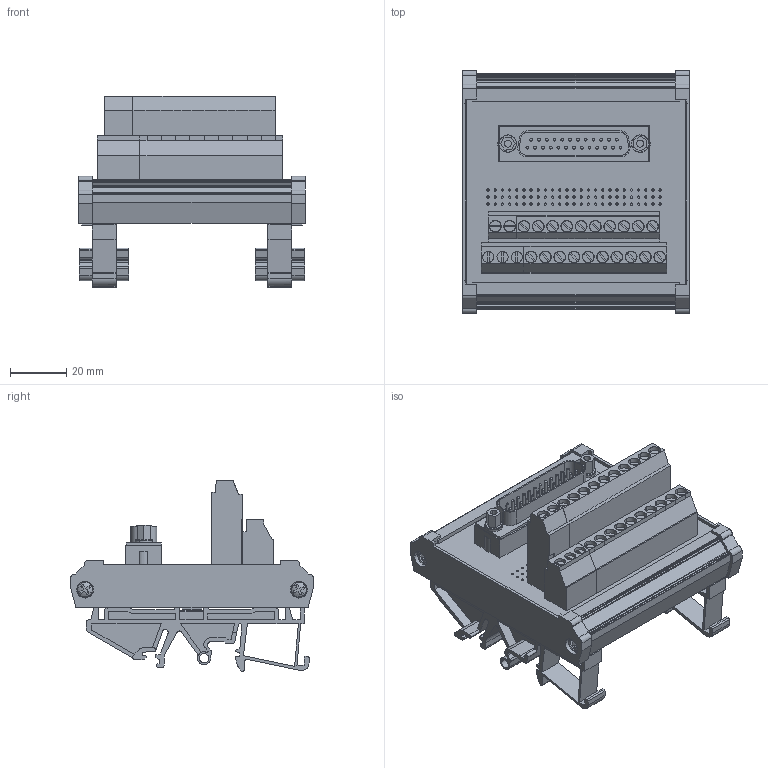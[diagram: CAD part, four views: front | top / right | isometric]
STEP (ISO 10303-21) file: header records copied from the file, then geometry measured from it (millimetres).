
FILE_DESCRIPTION(('CATIA V5R22 STEP214','CAx-IF Rec.Pracs.--- Model Styling and Organization---1.4--- 2014-01-23'),'2;1');
FILE_NAME ('031848-2_1', '2023-01-16T15:31:18+00:00', ('Weidmueller Interface'), ('Weidmueller'), 'CATIA Version 5-6 Release 2016 SP3 HF44', 'CATIA V5 STEP AP214', 'none');
FILE_SCHEMA(('AUTOMOTIVE_DESIGN { 1 0 10303 214 1 1 1 1 }'));
Products named in the file (1): 8005181001_RS SD25S UNC 4.40 LP2N
Bounding box: 80.5 x 86.4 x 68.17 mm (x, y, z)
Volume: 82685.2 mm3; surface area: 70066.7 mm2
Topology: 1 solids, 9 shells, 1695 faces, 5153 edges, 3516 vertices
Faces by surface type: plane 1028, cylinder 651, torus 8, sphere 8
Entity records: 62697 total; most frequent: CARTESIAN_POINT 14996, ORIENTED_EDGE 10306, DIRECTION 8072, EDGE_CURVE 5153, VERTEX_POINT 3516, VECTOR 3362, LINE 3362, AXIS2_PLACEMENT_3D 3018
